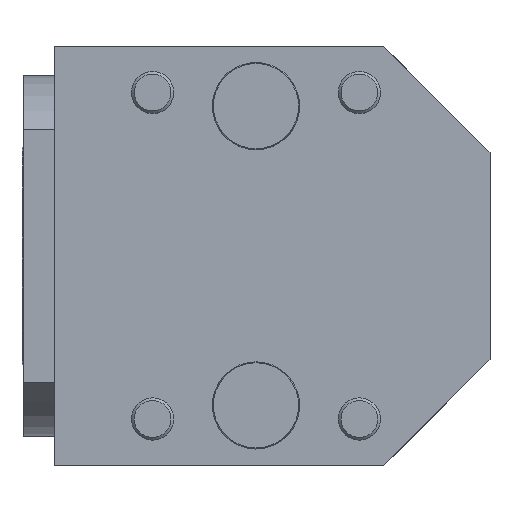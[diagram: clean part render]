
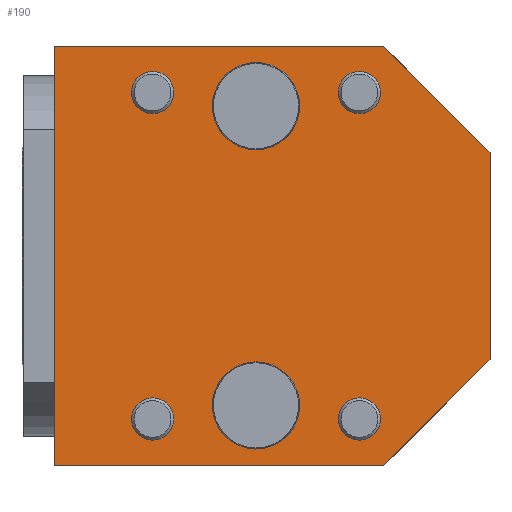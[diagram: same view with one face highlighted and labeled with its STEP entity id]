
A CAD part, top view. The second image highlights one B-rep face of the part: STEP entity #190.
In plain terms, the highlighted planar face has unit normal (0, 0, 1).
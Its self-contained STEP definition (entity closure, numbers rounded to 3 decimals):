
#82=LINE('',#1048,#123);
#87=LINE('',#1058,#128);
#91=LINE('',#1066,#132);
#94=LINE('',#1072,#135);
#98=LINE('',#1080,#139);
#100=LINE('',#1083,#141);
#123=VECTOR('',#838,1.);
#128=VECTOR('',#845,1.);
#132=VECTOR('',#851,1.);
#135=VECTOR('',#856,1.);
#139=VECTOR('',#862,1.);
#141=VECTOR('',#866,1.);
#164=PLANE('',#731);
#190=ADVANCED_FACE('',(#239,#240,#241,#242,#243,#244,#245),#164,.T.);
#239=FACE_BOUND('',#292,.T.);
#240=FACE_BOUND('',#293,.T.);
#241=FACE_BOUND('',#294,.T.);
#242=FACE_BOUND('',#295,.T.);
#243=FACE_BOUND('',#296,.T.);
#244=FACE_BOUND('',#297,.T.);
#245=FACE_BOUND('',#298,.T.);
#292=EDGE_LOOP('',(#409));
#293=EDGE_LOOP('',(#410));
#294=EDGE_LOOP('',(#411));
#295=EDGE_LOOP('',(#412));
#296=EDGE_LOOP('',(#413));
#297=EDGE_LOOP('',(#414));
#298=EDGE_LOOP('',(#415,#416,#417,#418,#419,#420));
#409=ORIENTED_EDGE('',*,*,#606,.F.);
#410=ORIENTED_EDGE('',*,*,#607,.F.);
#411=ORIENTED_EDGE('',*,*,#608,.F.);
#412=ORIENTED_EDGE('',*,*,#609,.F.);
#413=ORIENTED_EDGE('',*,*,#610,.F.);
#414=ORIENTED_EDGE('',*,*,#611,.F.);
#415=ORIENTED_EDGE('',*,*,#589,.T.);
#416=ORIENTED_EDGE('',*,*,#593,.T.);
#417=ORIENTED_EDGE('',*,*,#596,.F.);
#418=ORIENTED_EDGE('',*,*,#600,.F.);
#419=ORIENTED_EDGE('',*,*,#602,.F.);
#420=ORIENTED_EDGE('',*,*,#584,.T.);
#520=VERTEX_POINT('',#1047);
#521=VERTEX_POINT('',#1049);
#524=VERTEX_POINT('',#1057);
#527=VERTEX_POINT('',#1065);
#529=VERTEX_POINT('',#1071);
#532=VERTEX_POINT('',#1079);
#535=VERTEX_POINT('',#1092);
#536=VERTEX_POINT('',#1094);
#537=VERTEX_POINT('',#1096);
#538=VERTEX_POINT('',#1098);
#539=VERTEX_POINT('',#1100);
#540=VERTEX_POINT('',#1102);
#584=EDGE_CURVE('',#521,#520,#82,.T.);
#589=EDGE_CURVE('',#520,#524,#87,.T.);
#593=EDGE_CURVE('',#524,#527,#91,.T.);
#596=EDGE_CURVE('',#529,#527,#94,.T.);
#600=EDGE_CURVE('',#532,#529,#98,.T.);
#602=EDGE_CURVE('',#521,#532,#100,.T.);
#606=EDGE_CURVE('',#535,#535,#652,.T.);
#607=EDGE_CURVE('',#536,#536,#653,.T.);
#608=EDGE_CURVE('',#537,#537,#654,.T.);
#609=EDGE_CURVE('',#538,#538,#655,.T.);
#610=EDGE_CURVE('',#539,#539,#656,.T.);
#611=EDGE_CURVE('',#540,#540,#657,.T.);
#652=CIRCLE('',#725,3.88);
#653=CIRCLE('',#726,8.006);
#654=CIRCLE('',#727,3.88);
#655=CIRCLE('',#728,3.88);
#656=CIRCLE('',#729,8.006);
#657=CIRCLE('',#730,3.88);
#725=AXIS2_PLACEMENT_3D('',#1091,#874,#875);
#726=AXIS2_PLACEMENT_3D('',#1093,#876,#877);
#727=AXIS2_PLACEMENT_3D('',#1095,#878,#879);
#728=AXIS2_PLACEMENT_3D('',#1097,#880,#881);
#729=AXIS2_PLACEMENT_3D('',#1099,#882,#883);
#730=AXIS2_PLACEMENT_3D('',#1101,#884,#885);
#731=AXIS2_PLACEMENT_3D('',#1103,#886,#887);
#838=DIRECTION('',(0.,-1.,0.));
#845=DIRECTION('',(1.,0.,0.));
#851=DIRECTION('',(0.707,0.707,0.));
#856=DIRECTION('',(0.,-1.,0.));
#862=DIRECTION('',(0.707,-0.707,0.));
#866=DIRECTION('',(1.,0.,0.));
#874=DIRECTION('',(0.,0.,1.));
#875=DIRECTION('',(1.,0.,0.));
#876=DIRECTION('',(0.,0.,1.));
#877=DIRECTION('',(1.,0.,0.));
#878=DIRECTION('',(0.,0.,1.));
#879=DIRECTION('',(1.,0.,0.));
#880=DIRECTION('',(0.,0.,1.));
#881=DIRECTION('',(1.,0.,0.));
#882=DIRECTION('',(0.,0.,1.));
#883=DIRECTION('',(1.,0.,0.));
#884=DIRECTION('',(0.,0.,1.));
#885=DIRECTION('',(1.,0.,0.));
#886=DIRECTION('',(0.,0.,1.));
#887=DIRECTION('',(1.,0.,0.));
#1047=CARTESIAN_POINT('',(-37.,-38.5,0.));
#1048=CARTESIAN_POINT('',(-37.,0.,0.));
#1049=CARTESIAN_POINT('',(-37.,38.5,0.));
#1057=CARTESIAN_POINT('',(23.5,-38.5,0.));
#1058=CARTESIAN_POINT('',(-37.,-38.5,0.));
#1065=CARTESIAN_POINT('',(43.,-19.,0.));
#1066=CARTESIAN_POINT('',(23.5,-38.5,0.));
#1071=CARTESIAN_POINT('',(43.,19.,0.));
#1072=CARTESIAN_POINT('',(43.,19.,0.));
#1079=CARTESIAN_POINT('',(23.5,38.5,0.));
#1080=CARTESIAN_POINT('',(23.5,38.5,0.));
#1083=CARTESIAN_POINT('',(-37.,38.5,0.));
#1091=CARTESIAN_POINT('',(19.,-30.,0.));
#1092=CARTESIAN_POINT('',(22.88,-30.,0.));
#1093=CARTESIAN_POINT('',(0.,-27.5,0.));
#1094=CARTESIAN_POINT('',(8.006,-27.5,0.));
#1095=CARTESIAN_POINT('',(-19.,-30.,0.));
#1096=CARTESIAN_POINT('',(-15.12,-30.,0.));
#1097=CARTESIAN_POINT('',(-19.,30.,0.));
#1098=CARTESIAN_POINT('',(-15.12,30.,0.));
#1099=CARTESIAN_POINT('',(0.,27.5,0.));
#1100=CARTESIAN_POINT('',(8.006,27.5,0.));
#1101=CARTESIAN_POINT('',(19.,30.,0.));
#1102=CARTESIAN_POINT('',(22.88,30.,0.));
#1103=CARTESIAN_POINT('',(43.,-38.5,0.));
